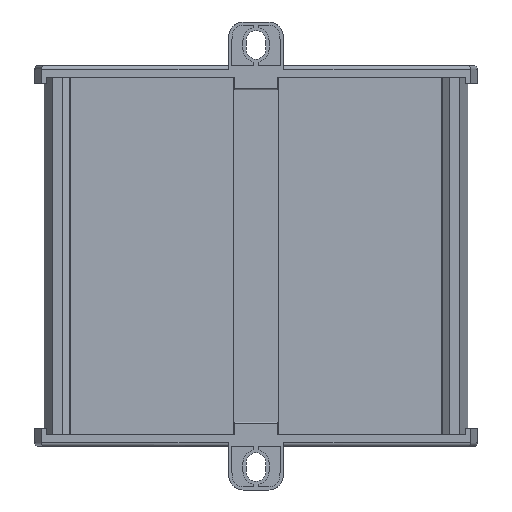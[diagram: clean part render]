
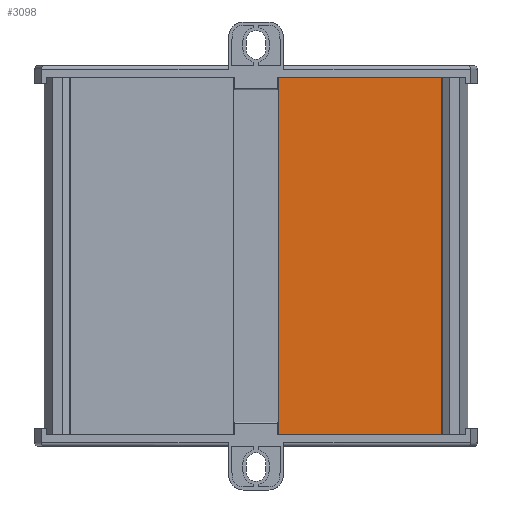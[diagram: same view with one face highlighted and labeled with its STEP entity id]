
A CAD part, front view. The second image highlights one B-rep face of the part: STEP entity #3098.
In plain terms, the highlighted planar face has unit normal (0, -1, 0).
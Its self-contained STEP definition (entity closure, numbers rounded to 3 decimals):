
#44 = FACE_OUTER_BOUND ( 'NONE', #10141, .T. ) ;
#442 = CARTESIAN_POINT ( 'NONE',  ( 51.609, -1.653, -100. ) ) ;
#531 = EDGE_CURVE ( 'NONE', #1244, #666, #11214, .T. ) ;
#666 = VERTEX_POINT ( 'NONE', #1495 ) ;
#885 = PLANE ( 'NONE',  #4056 ) ;
#1244 = VERTEX_POINT ( 'NONE', #9131 ) ;
#1283 = CARTESIAN_POINT ( 'NONE',  ( 6.025, -1.653, -100. ) ) ;
#1433 = ORIENTED_EDGE ( 'NONE', *, *, #3283, .F. ) ;
#1495 = CARTESIAN_POINT ( 'NONE',  ( 51.609, -1.653, 0. ) ) ;
#2395 = CARTESIAN_POINT ( 'NONE',  ( 6.025, -1.653, -100. ) ) ;
#2785 = LINE ( 'NONE', #7642, #2962 ) ;
#2962 = VECTOR ( 'NONE', #6675, 1000. ) ;
#3098 = ADVANCED_FACE ( 'NONE', ( #44 ), #885, .T. ) ;
#3245 = ORIENTED_EDGE ( 'NONE', *, *, #531, .F. ) ;
#3261 = EDGE_CURVE ( 'NONE', #4952, #666, #11365, .T. ) ;
#3283 = EDGE_CURVE ( 'NONE', #9025, #1244, #2785, .T. ) ;
#4056 = AXIS2_PLACEMENT_3D ( 'NONE', #5144, #10434, #8285 ) ;
#4582 = VECTOR ( 'NONE', #12499, 1000. ) ;
#4952 = VERTEX_POINT ( 'NONE', #7932 ) ;
#5144 = CARTESIAN_POINT ( 'NONE',  ( 6.025, -1.653, -100. ) ) ;
#6454 = ORIENTED_EDGE ( 'NONE', *, *, #3261, .T. ) ;
#6675 = DIRECTION ( 'NONE',  ( 0., 0., 1. ) ) ;
#7354 = CARTESIAN_POINT ( 'NONE',  ( 6.025, -1.653, 0. ) ) ;
#7642 = CARTESIAN_POINT ( 'NONE',  ( 6.025, -1.653, -100. ) ) ;
#7932 = CARTESIAN_POINT ( 'NONE',  ( 51.609, -1.653, -100. ) ) ;
#8285 = DIRECTION ( 'NONE',  ( 0., 0., -1. ) ) ;
#8408 = DIRECTION ( 'NONE',  ( 1., 0., 0. ) ) ;
#8678 = DIRECTION ( 'NONE',  ( 0., 0., 1. ) ) ;
#9025 = VERTEX_POINT ( 'NONE', #2395 ) ;
#9131 = CARTESIAN_POINT ( 'NONE',  ( 6.025, -1.653, 0. ) ) ;
#9967 = VECTOR ( 'NONE', #8408, 1000. ) ;
#10141 = EDGE_LOOP ( 'NONE', ( #3245, #1433, #11245, #6454 ) ) ;
#10434 = DIRECTION ( 'NONE',  ( 0., -1., 0. ) ) ;
#11214 = LINE ( 'NONE', #7354, #4582 ) ;
#11245 = ORIENTED_EDGE ( 'NONE', *, *, #11895, .T. ) ;
#11365 = LINE ( 'NONE', #442, #12012 ) ;
#11895 = EDGE_CURVE ( 'NONE', #9025, #4952, #12055, .T. ) ;
#12012 = VECTOR ( 'NONE', #8678, 1000. ) ;
#12055 = LINE ( 'NONE', #1283, #9967 ) ;
#12499 = DIRECTION ( 'NONE',  ( 1., 0., 0. ) ) ;
